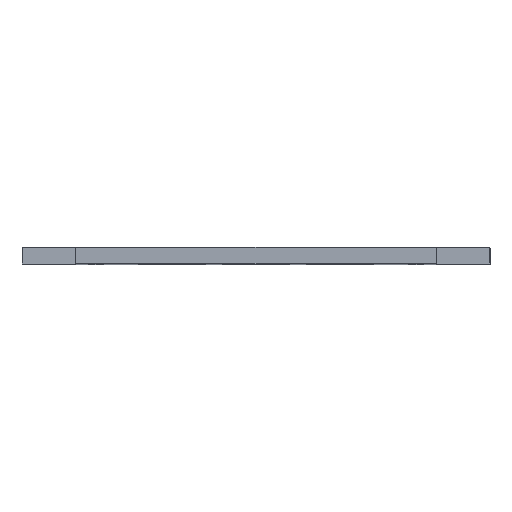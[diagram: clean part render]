
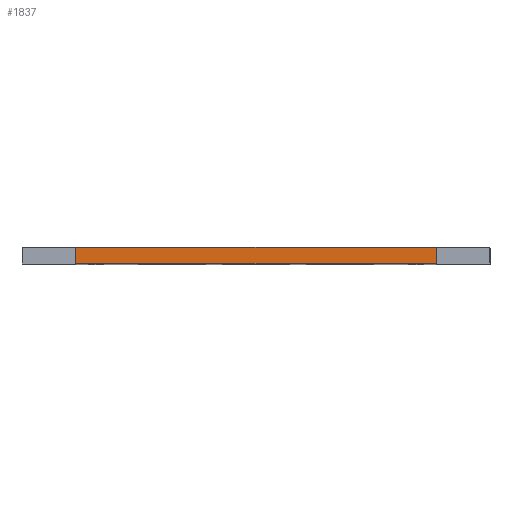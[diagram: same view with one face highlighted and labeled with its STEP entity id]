
A CAD part, top view. The second image highlights one B-rep face of the part: STEP entity #1837.
In plain terms, the highlighted planar face has unit normal (0, 0, 1).
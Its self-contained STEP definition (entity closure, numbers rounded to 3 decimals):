
#24 = CARTESIAN_POINT ( 'NONE',  ( -69.5, 5., 80. ) ) ;
#47 = ORIENTED_EDGE ( 'NONE', *, *, #1328, .T. ) ;
#49 = CARTESIAN_POINT ( 'NONE',  ( 53.5, 0., 80. ) ) ;
#90 = CARTESIAN_POINT ( 'NONE',  ( -53.5, 0., 80. ) ) ;
#139 = EDGE_CURVE ( 'NONE', #1053, #2338, #241, .T. ) ;
#208 = CARTESIAN_POINT ( 'NONE',  ( -53.5, 5., 80. ) ) ;
#241 = LINE ( 'NONE', #24, #984 ) ;
#279 = DIRECTION ( 'NONE',  ( 1., 0., 0. ) ) ;
#452 = LINE ( 'NONE', #49, #2307 ) ;
#478 = FACE_OUTER_BOUND ( 'NONE', #669, .T. ) ;
#564 = ORIENTED_EDGE ( 'NONE', *, *, #139, .F. ) ;
#582 = VECTOR ( 'NONE', #1546, 1000. ) ;
#669 = EDGE_LOOP ( 'NONE', ( #47, #564, #1664, #2025 ) ) ;
#680 = DIRECTION ( 'NONE',  ( -1., 0., 0. ) ) ;
#698 = CARTESIAN_POINT ( 'NONE',  ( 53.5, 0., 80. ) ) ;
#738 = LINE ( 'NONE', #90, #582 ) ;
#881 = PLANE ( 'NONE',  #1615 ) ;
#984 = VECTOR ( 'NONE', #2069, 1000. ) ;
#993 = CARTESIAN_POINT ( 'NONE',  ( 53.5, 5., 80. ) ) ;
#1053 = VERTEX_POINT ( 'NONE', #208 ) ;
#1077 = EDGE_CURVE ( 'NONE', #1896, #1053, #738, .T. ) ;
#1235 = CARTESIAN_POINT ( 'NONE',  ( -53.5, 0., 80. ) ) ;
#1282 = DIRECTION ( 'NONE',  ( 0., 1., 0. ) ) ;
#1299 = LINE ( 'NONE', #1466, #2255 ) ;
#1328 = EDGE_CURVE ( 'NONE', #1722, #2338, #452, .T. ) ;
#1466 = CARTESIAN_POINT ( 'NONE',  ( -69.5, 0., 80. ) ) ;
#1546 = DIRECTION ( 'NONE',  ( 0., 1., 0. ) ) ;
#1615 = AXIS2_PLACEMENT_3D ( 'NONE', #1698, #2517, #680 ) ;
#1664 = ORIENTED_EDGE ( 'NONE', *, *, #1077, .F. ) ;
#1698 = CARTESIAN_POINT ( 'NONE',  ( -69.5, 5., 80. ) ) ;
#1722 = VERTEX_POINT ( 'NONE', #698 ) ;
#1837 = ADVANCED_FACE ( 'NONE', ( #478 ), #881, .F. ) ;
#1896 = VERTEX_POINT ( 'NONE', #1235 ) ;
#1999 = EDGE_CURVE ( 'NONE', #1896, #1722, #1299, .T. ) ;
#2025 = ORIENTED_EDGE ( 'NONE', *, *, #1999, .T. ) ;
#2069 = DIRECTION ( 'NONE',  ( 1., 0., 0. ) ) ;
#2255 = VECTOR ( 'NONE', #279, 1000. ) ;
#2307 = VECTOR ( 'NONE', #1282, 1000. ) ;
#2338 = VERTEX_POINT ( 'NONE', #993 ) ;
#2517 = DIRECTION ( 'NONE',  ( 0., 0., -1. ) ) ;
